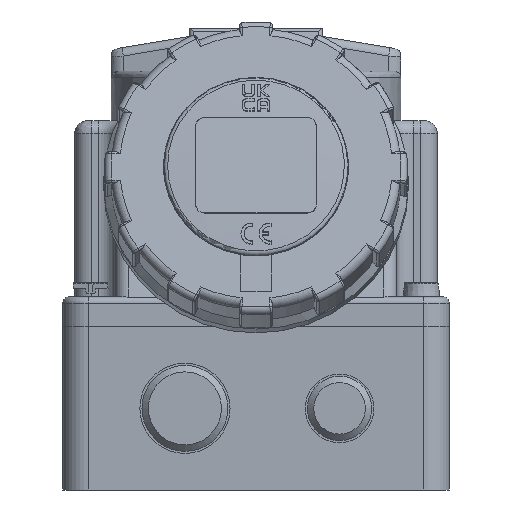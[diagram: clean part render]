
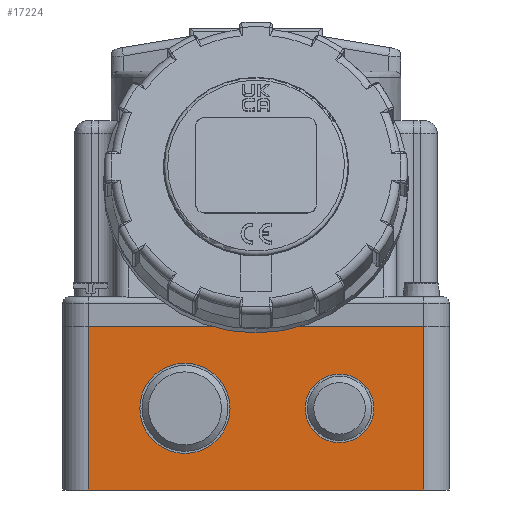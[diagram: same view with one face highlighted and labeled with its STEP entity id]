
A CAD part, front view. The second image highlights one B-rep face of the part: STEP entity #17224.
In plain terms, the highlighted planar face has unit normal (0, -1, 0).
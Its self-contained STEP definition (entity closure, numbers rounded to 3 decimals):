
#319=FACE_BOUND('',#2259,.T.);
#320=FACE_BOUND('',#2260,.T.);
#568=PLANE('',#18659);
#1304=FACE_OUTER_BOUND('',#2258,.T.);
#2258=EDGE_LOOP('',(#13327,#13328,#13329,#13330));
#2259=EDGE_LOOP('',(#13331));
#2260=EDGE_LOOP('',(#13332));
#3192=CIRCLE('',#18660,8.);
#3193=CIRCLE('',#18661,10.5);
#4595=LINE('',#32754,#5749);
#4623=LINE('',#32853,#5777);
#4624=LINE('',#32856,#5778);
#4625=LINE('',#32857,#5779);
#5749=VECTOR('',#22011,1.);
#5777=VECTOR('',#22095,1.);
#5778=VECTOR('',#22098,1.);
#5779=VECTOR('',#22099,1.);
#7283=VERTEX_POINT('',#32751);
#7284=VERTEX_POINT('',#32753);
#7327=VERTEX_POINT('',#32851);
#7328=VERTEX_POINT('',#32855);
#7329=VERTEX_POINT('',#32858);
#7330=VERTEX_POINT('',#32860);
#9428=EDGE_CURVE('',#7283,#7284,#4595,.T.);
#9478=EDGE_CURVE('',#7284,#7327,#4623,.T.);
#9479=EDGE_CURVE('',#7328,#7327,#4624,.T.);
#9480=EDGE_CURVE('',#7283,#7328,#4625,.T.);
#9481=EDGE_CURVE('',#7329,#7329,#3192,.T.);
#9482=EDGE_CURVE('',#7330,#7330,#3193,.T.);
#13327=ORIENTED_EDGE('',*,*,#9479,.T.);
#13328=ORIENTED_EDGE('',*,*,#9478,.F.);
#13329=ORIENTED_EDGE('',*,*,#9428,.F.);
#13330=ORIENTED_EDGE('',*,*,#9480,.T.);
#13331=ORIENTED_EDGE('',*,*,#9481,.T.);
#13332=ORIENTED_EDGE('',*,*,#9482,.T.);
#17224=ADVANCED_FACE('',(#1304,#319,#320),#568,.T.);
#18659=AXIS2_PLACEMENT_3D('',#32854,#22096,#22097);
#18660=AXIS2_PLACEMENT_3D('',#32859,#22100,#22101);
#18661=AXIS2_PLACEMENT_3D('',#32861,#22102,#22103);
#22011=DIRECTION('',(-1.,0.,0.));
#22095=DIRECTION('',(0.,0.,1.));
#22096=DIRECTION('center_axis',(0.,-1.,0.));
#22097=DIRECTION('ref_axis',(1.,0.,0.));
#22098=DIRECTION('',(-1.,0.,0.));
#22099=DIRECTION('',(0.,0.,1.));
#22100=DIRECTION('center_axis',(0.,1.,0.));
#22101=DIRECTION('ref_axis',(-1.,0.,0.));
#22102=DIRECTION('center_axis',(0.,1.,0.));
#22103=DIRECTION('ref_axis',(-1.,0.,0.));
#32751=CARTESIAN_POINT('',(39.,-85.,-6.5));
#32753=CARTESIAN_POINT('',(-39.,-85.,-6.5));
#32754=CARTESIAN_POINT('',(-39.,-85.,-6.5));
#32851=CARTESIAN_POINT('',(-39.,-85.,31.5));
#32853=CARTESIAN_POINT('',(-39.,-85.,-6.5));
#32854=CARTESIAN_POINT('Origin',(39.,-85.,-6.5));
#32855=CARTESIAN_POINT('',(39.,-85.,31.5));
#32856=CARTESIAN_POINT('',(-39.,-85.,31.5));
#32857=CARTESIAN_POINT('',(39.,-85.,-6.5));
#32858=CARTESIAN_POINT('',(27.45,-85.,12.5));
#32859=CARTESIAN_POINT('Origin',(19.45,-85.,12.5));
#32860=CARTESIAN_POINT('',(-6.05,-85.,12.5));
#32861=CARTESIAN_POINT('Origin',(-16.55,-85.,12.5));
